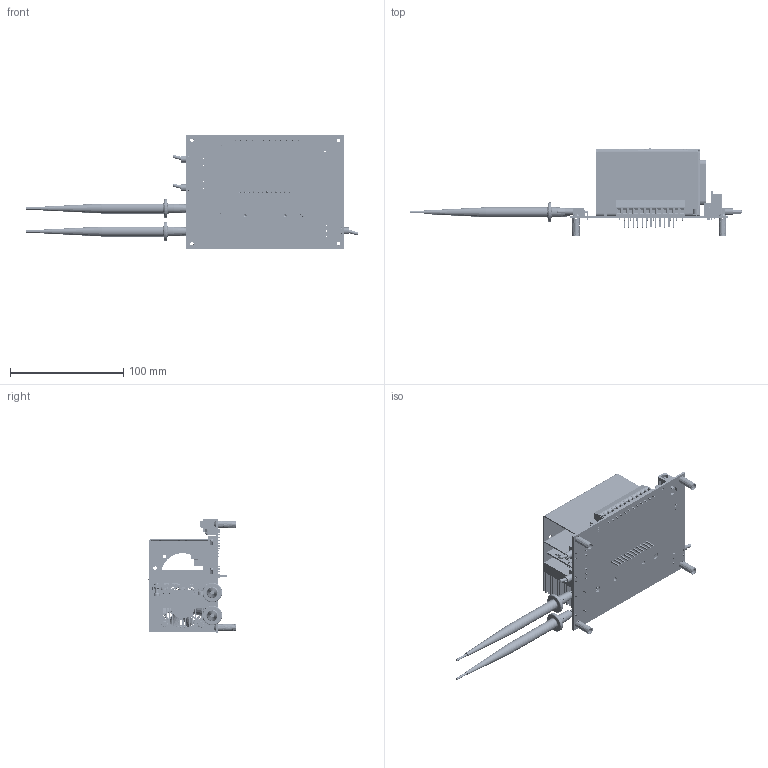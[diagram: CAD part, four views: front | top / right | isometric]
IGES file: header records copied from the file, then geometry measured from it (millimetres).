
Start section: SolidWorks IGES file using analytic representation for surfaces
Global section: file name: PTC 10000 Eval Brd Assy.IGS; native system: SolidWorks 2012; preprocessor: SolidWorks 2012; author: gniebel; date: 120131.113050; units: inch
Bounding box: 293.67 x 77.5 x 101.65 mm (x, y, z)
Surface area: 240202.6 mm2 (no closed solid volume)
Topology: 0 solids, 0 shells, 4939 faces, 46822 edges, 46679 vertices
Faces by surface type: bspline 3603, revolution 1336
